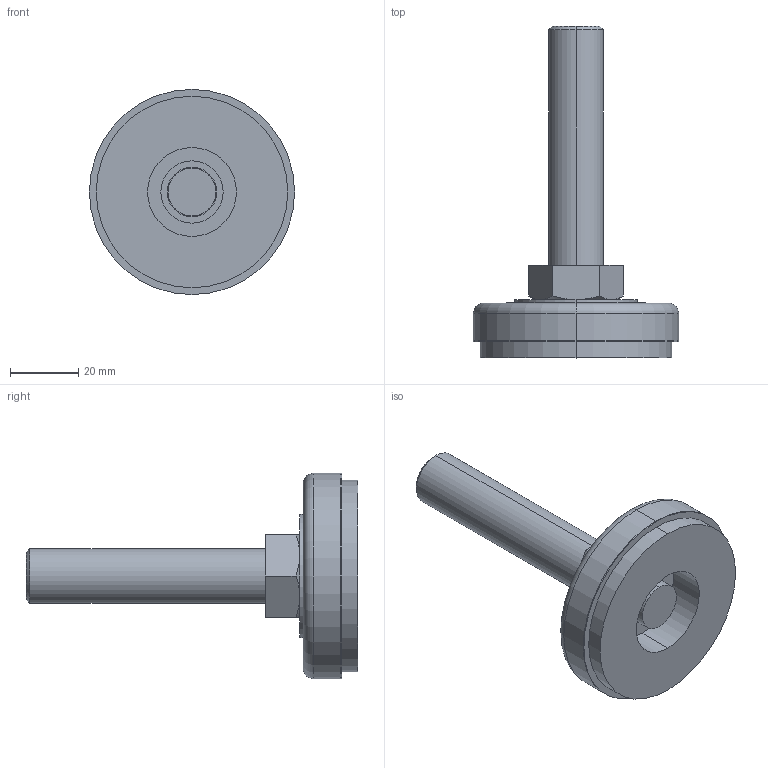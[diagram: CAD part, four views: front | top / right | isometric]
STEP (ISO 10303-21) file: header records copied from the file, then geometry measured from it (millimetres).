
FILE_DESCRIPTION (( 'STEP AP203' ), '1' );
FILE_NAME ('KC-1280-E-2.STEP', '2020-02-17T05:58:58', ( '' ), ( '' ), 'SwSTEP 2.0', 'SolidWorks 2018', '' );
FILE_SCHEMA (( 'CONFIG_CONTROL_DESIGN' ));
Length unit declared in the file: millimetre
Products named in the file (5): KC-1280-E-2_カバー_; KC-1280-E-2_ボルト_; KC-1280-E-2_底部ゴム_; KC-1280-E-2; KC-1280-E-2_樹脂ワッシャー_
Assembly tree (4 placements, depth 2):
  KC-1280-E-2
    KC-1280-E-2_底部ゴム_
    KC-1280-E-2_カバー_
    KC-1280-E-2_樹脂ワッシャー_
    KC-1280-E-2_ボルト_
Bounding box: 60 x 97 x 60 mm (x, y, z)
Volume: 58521.7 mm3; surface area: 25638.5 mm2
Topology: 4 solids, 4 shells, 62 faces, 126 edges, 80 vertices
Faces by surface type: cylinder 28, plane 22, cone 8, torus 4
Entity records: 2229 total; most frequent: CARTESIAN_POINT 347, DIRECTION 324, ORIENTED_EDGE 252, AXIS2_PLACEMENT_3D 141, EDGE_CURVE 126, VERTEX_POINT 80, EDGE_LOOP 76, CIRCLE 72
